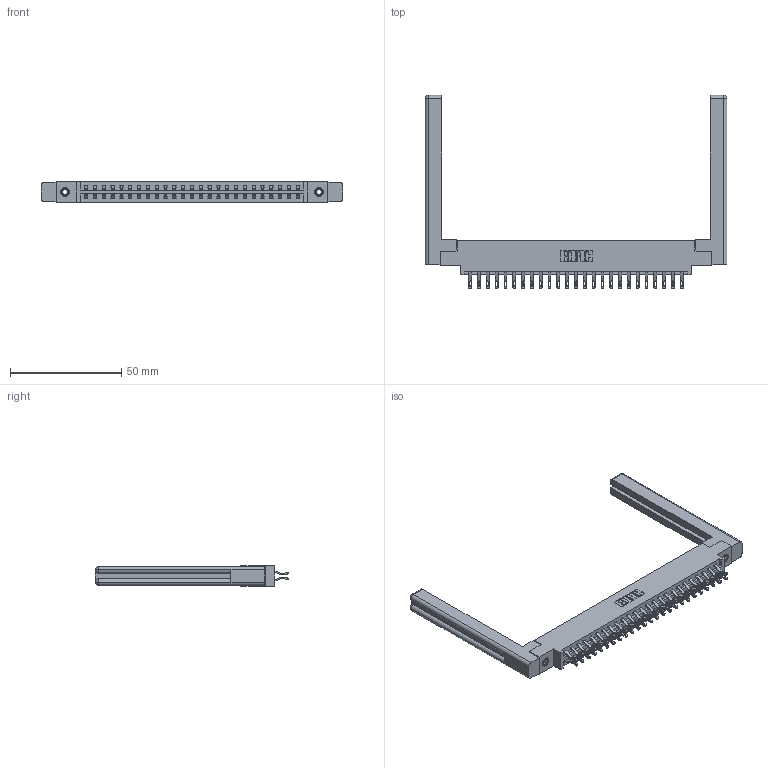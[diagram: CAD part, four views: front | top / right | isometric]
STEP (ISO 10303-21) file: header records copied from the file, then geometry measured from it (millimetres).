
FILE_DESCRIPTION (( 'STEP AP203' ), '1' );
FILE_NAME ('337-050-555-858.STEP', '2019-10-11T17:44:39', ( '' ), ( '' ), 'SwSTEP 2.0', 'SolidWorks 2016', '' );
FILE_SCHEMA (( 'CONFIG_CONTROL_DESIGN' ));
Length unit declared in the file: inch
Products named in the file (5): 345-250-001_345-250-001-102; 307-220-058; 337-050-555-858; 345-292-001_555 Tail; 337 Part_0.170 Offset - 0.156 Dia-TI
Assembly tree (55 placements, depth 2):
  337-050-555-858
    337 Part_0.170 Offset - 0.156 Dia-TI
    345-292-001_555 Tail  x50
    345-250-001_345-250-001-102  x2
    307-220-058  x2
Bounding box: 135.69 x 86.87 x 9.4 mm (x, y, z)
Volume: 21243.3 mm3; surface area: 21477.2 mm2
Topology: 55 solids, 55 shells, 3260 faces, 10127 edges, 6738 vertices
Faces by surface type: plane 1958, cylinder 1278, cone 12, torus 12
Entity records: 24674 total; most frequent: CARTESIAN_POINT 4215, ORIENTED_EDGE 4060, DIRECTION 3602, EDGE_CURVE 2030, VECTOR 1834, LINE 1834, VERTEX_POINT 1346, AXIS2_PLACEMENT_3D 884
